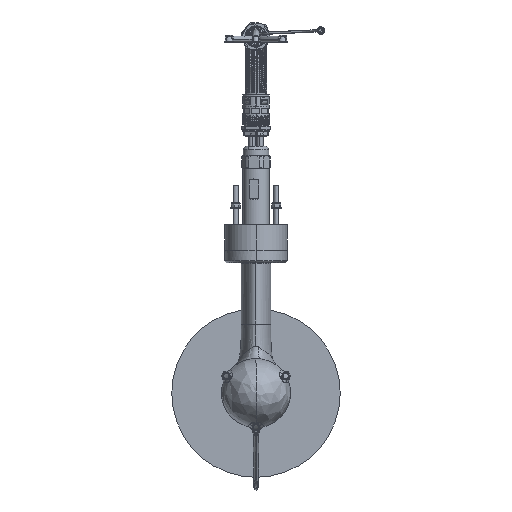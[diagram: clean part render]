
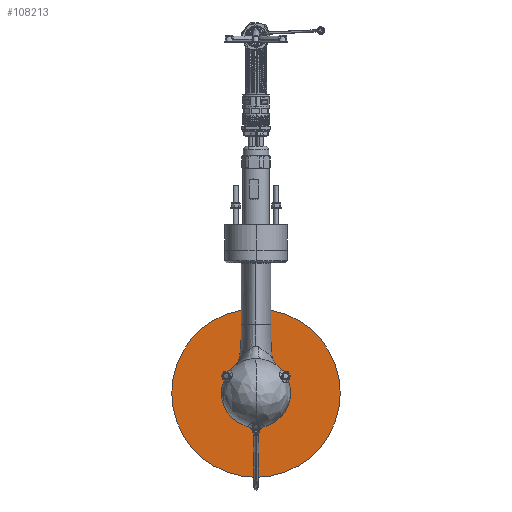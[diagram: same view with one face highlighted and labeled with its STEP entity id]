
A CAD part, left-side view. The second image highlights one B-rep face of the part: STEP entity #108213.
In plain terms, the highlighted planar face has unit normal (-1, 0, 0).
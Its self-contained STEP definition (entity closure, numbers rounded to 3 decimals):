
#563 = ORIENTED_EDGE ( 'NONE', *, *, #36685, .T. ) ;
#4645 = DIRECTION ( 'NONE',  ( -1., 0., 0. ) ) ;
#23734 = DIRECTION ( 'NONE',  ( 0., 0., 1. ) ) ;
#27126 = FACE_OUTER_BOUND ( 'NONE', #117251, .T. ) ;
#34549 = CARTESIAN_POINT ( 'NONE',  ( 147.044, 0., 0. ) ) ;
#36685 = EDGE_CURVE ( 'NONE', #76634, #94953, #59620, .T. ) ;
#42733 = ORIENTED_EDGE ( 'NONE', *, *, #75695, .T. ) ;
#47108 = PLANE ( 'NONE',  #96543 ) ;
#53038 = CIRCLE ( 'NONE', #70872, 165. ) ;
#54166 = CARTESIAN_POINT ( 'NONE',  ( 147.044, 0., 165. ) ) ;
#59620 = CIRCLE ( 'NONE', #62176, 165. ) ;
#62176 = AXIS2_PLACEMENT_3D ( 'NONE', #122286, #101015, #121819 ) ;
#68385 = CARTESIAN_POINT ( 'NONE',  ( 147.044, 0., 0. ) ) ;
#70872 = AXIS2_PLACEMENT_3D ( 'NONE', #34549, #4645, #23734 ) ;
#75695 = EDGE_CURVE ( 'NONE', #94953, #76634, #53038, .T. ) ;
#76634 = VERTEX_POINT ( 'NONE', #54166 ) ;
#83466 = CARTESIAN_POINT ( 'NONE',  ( 147.044, 0., -165. ) ) ;
#94953 = VERTEX_POINT ( 'NONE', #83466 ) ;
#96543 = AXIS2_PLACEMENT_3D ( 'NONE', #68385, #120959, #99673 ) ;
#99673 = DIRECTION ( 'NONE',  ( 0., 0., 1. ) ) ;
#101015 = DIRECTION ( 'NONE',  ( -1., 0., 0. ) ) ;
#108213 = ADVANCED_FACE ( 'NONE', ( #27126 ), #47108, .T. ) ;
#117251 = EDGE_LOOP ( 'NONE', ( #563, #42733 ) ) ;
#120959 = DIRECTION ( 'NONE',  ( -1., 0., 0. ) ) ;
#121819 = DIRECTION ( 'NONE',  ( 0., 0., 1. ) ) ;
#122286 = CARTESIAN_POINT ( 'NONE',  ( 147.044, 0., 0. ) ) ;
